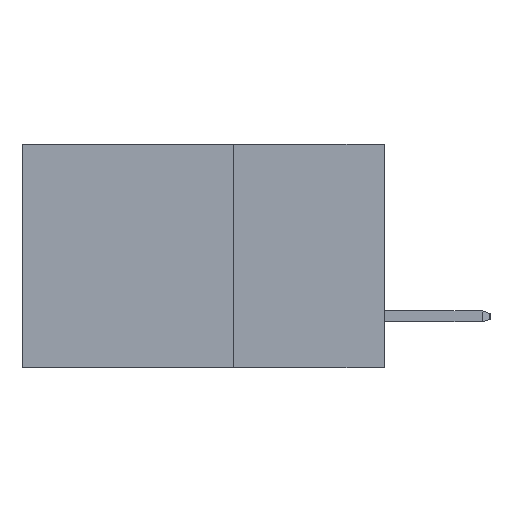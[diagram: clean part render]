
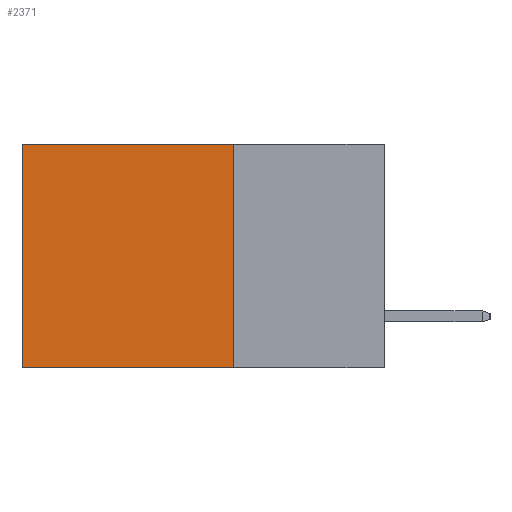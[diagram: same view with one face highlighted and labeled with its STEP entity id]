
A CAD part, left-side view. The second image highlights one B-rep face of the part: STEP entity #2371.
In plain terms, the highlighted planar face has unit normal (-1, 0, 0).
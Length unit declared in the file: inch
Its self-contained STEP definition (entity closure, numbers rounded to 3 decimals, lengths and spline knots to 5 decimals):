
#381 = ORIENTED_EDGE ( 'NONE', *, *, #10085, .T. ) ;
#672 = VECTOR ( 'NONE', #12150, 39.37008 ) ;
#781 = VERTEX_POINT ( 'NONE', #9264 ) ;
#1772 = AXIS2_PLACEMENT_3D ( 'NONE', #6936, #8733, #8716 ) ;
#2024 = LINE ( 'NONE', #2713, #9684 ) ;
#2097 = LINE ( 'NONE', #8746, #10618 ) ;
#2361 = VERTEX_POINT ( 'NONE', #9721 ) ;
#2371 = ADVANCED_FACE ( 'NONE', ( #6794 ), #12010, .F. ) ;
#2607 = CARTESIAN_POINT ( 'NONE',  ( 0.298, 0.25, -0.37 ) ) ;
#2638 = DIRECTION ( 'NONE',  ( 0., 1., 0. ) ) ;
#2713 = CARTESIAN_POINT ( 'NONE',  ( 0.298, 0.6, 0. ) ) ;
#3748 = DIRECTION ( 'NONE',  ( 0., 0., -1. ) ) ;
#4095 = EDGE_LOOP ( 'NONE', ( #11392, #5293, #5087, #381 ) ) ;
#4200 = CARTESIAN_POINT ( 'NONE',  ( 0.298, 0.25, 0. ) ) ;
#5087 = ORIENTED_EDGE ( 'NONE', *, *, #8896, .F. ) ;
#5293 = ORIENTED_EDGE ( 'NONE', *, *, #5707, .F. ) ;
#5512 = EDGE_CURVE ( 'NONE', #781, #6422, #2024, .T. ) ;
#5595 = LINE ( 'NONE', #6726, #672 ) ;
#5707 = EDGE_CURVE ( 'NONE', #2361, #6422, #7645, .T. ) ;
#6422 = VERTEX_POINT ( 'NONE', #7961 ) ;
#6726 = CARTESIAN_POINT ( 'NONE',  ( 0.298, 0.25, 0. ) ) ;
#6794 = FACE_OUTER_BOUND ( 'NONE', #4095, .T. ) ;
#6936 = CARTESIAN_POINT ( 'NONE',  ( 0.298, 0.25, 0. ) ) ;
#7129 = VERTEX_POINT ( 'NONE', #4200 ) ;
#7645 = LINE ( 'NONE', #2607, #11864 ) ;
#7961 = CARTESIAN_POINT ( 'NONE',  ( 0.298, 0.6, -0.37 ) ) ;
#8707 = DIRECTION ( 'NONE',  ( 0., 0., -1. ) ) ;
#8716 = DIRECTION ( 'NONE',  ( 0., 0., -1. ) ) ;
#8733 = DIRECTION ( 'NONE',  ( 1., 0., 0. ) ) ;
#8746 = CARTESIAN_POINT ( 'NONE',  ( 0.298, 0.25, 0. ) ) ;
#8896 = EDGE_CURVE ( 'NONE', #7129, #2361, #2097, .T. ) ;
#9264 = CARTESIAN_POINT ( 'NONE',  ( 0.298, 0.6, 0. ) ) ;
#9684 = VECTOR ( 'NONE', #3748, 39.37008 ) ;
#9721 = CARTESIAN_POINT ( 'NONE',  ( 0.298, 0.25, -0.37 ) ) ;
#10085 = EDGE_CURVE ( 'NONE', #7129, #781, #5595, .T. ) ;
#10618 = VECTOR ( 'NONE', #8707, 39.37008 ) ;
#11392 = ORIENTED_EDGE ( 'NONE', *, *, #5512, .T. ) ;
#11864 = VECTOR ( 'NONE', #2638, 39.37008 ) ;
#12010 = PLANE ( 'NONE',  #1772 ) ;
#12150 = DIRECTION ( 'NONE',  ( 0., 1., 0. ) ) ;
